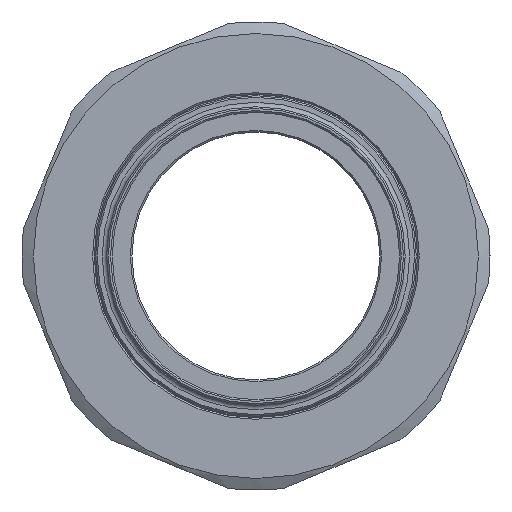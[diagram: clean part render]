
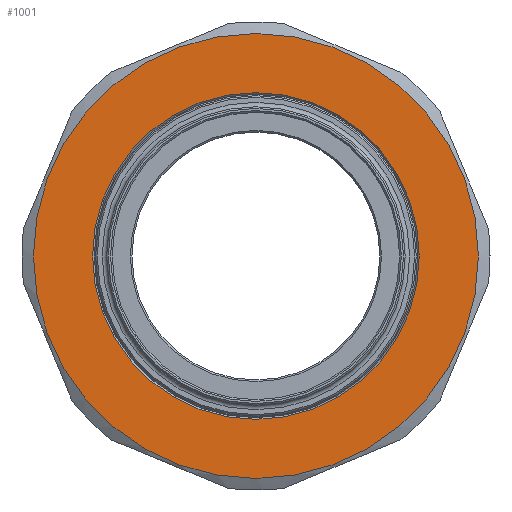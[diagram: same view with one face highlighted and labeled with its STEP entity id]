
A CAD part, left-side view. The second image highlights one B-rep face of the part: STEP entity #1001.
In plain terms, the highlighted planar face has unit normal (-1, 0, 0).
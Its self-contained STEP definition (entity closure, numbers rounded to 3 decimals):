
#36=FACE_BOUND('',#189,.T.);
#91=PLANE('',#1163);
#127=FACE_OUTER_BOUND('',#188,.T.);
#188=EDGE_LOOP('',(#779));
#189=EDGE_LOOP('',(#780));
#353=CIRCLE('',#1143,40.25);
#363=CIRCLE('',#1162,29.55);
#450=VERTEX_POINT('',#1736);
#459=VERTEX_POINT('',#1768);
#567=EDGE_CURVE('',#450,#450,#353,.T.);
#580=EDGE_CURVE('',#459,#459,#363,.T.);
#779=ORIENTED_EDGE('',*,*,#567,.T.);
#780=ORIENTED_EDGE('',*,*,#580,.F.);
#1001=ADVANCED_FACE('',(#127,#36),#91,.T.);
#1143=AXIS2_PLACEMENT_3D('',#1738,#1341,#1342);
#1162=AXIS2_PLACEMENT_3D('',#1769,#1382,#1383);
#1163=AXIS2_PLACEMENT_3D('',#1771,#1385,#1386);
#1341=DIRECTION('center_axis',(-1.,0.,0.));
#1342=DIRECTION('ref_axis',(0.,1.,0.));
#1382=DIRECTION('center_axis',(-1.,0.,0.));
#1383=DIRECTION('ref_axis',(0.,0.,-1.));
#1385=DIRECTION('center_axis',(-1.,0.,0.));
#1386=DIRECTION('ref_axis',(0.,0.,1.));
#1736=CARTESIAN_POINT('',(-25.,-40.25,0.));
#1738=CARTESIAN_POINT('Origin',(-25.,0.,0.));
#1768=CARTESIAN_POINT('',(-25.,0.,29.55));
#1769=CARTESIAN_POINT('Origin',(-25.,0.,0.));
#1771=CARTESIAN_POINT('Origin',(-25.,0.,0.));
